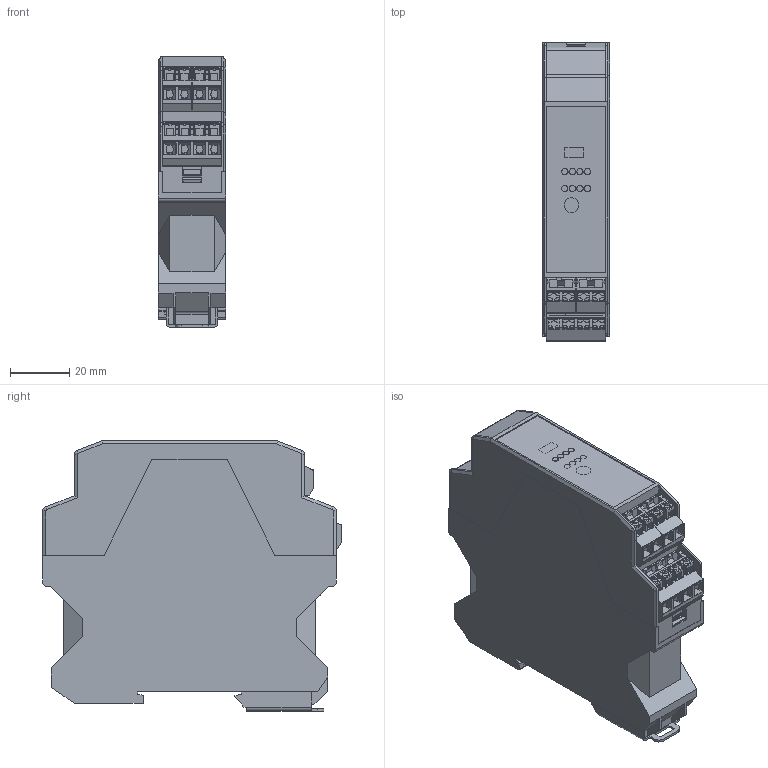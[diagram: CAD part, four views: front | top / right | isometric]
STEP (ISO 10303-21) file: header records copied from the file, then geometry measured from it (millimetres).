
FILE_DESCRIPTION(/* description */ ('Alibre Inc.'),/* implementation_level */ '2;1');
FILE_NAME(/* name */ 'export-CED0184D-7E89-4C28-95E6-36990E8A42AC',/* time_stamp */ '2019-03-14T09:56:10+01:00',/* author */ (''),/* organization */ (''),/* preprocessor_version */ 'ST-DEVELOPER v17',/* originating_system */ 'Alibre',/* authorisation */ '');
FILE_SCHEMA (('AUTOMOTIVE_DESIGN'));
Length unit declared in the file: millimetre
Bounding box: 22.6 x 100.65 x 91.1 mm (x, y, z)
Volume: 63524.4 mm3; surface area: 67629.3 mm2
Topology: 16 solids, 16 shells, 4857 faces, 13236 edges, 8587 vertices
Faces by surface type: plane 3899, cylinder 838, cone 56, sphere 32, torus 32
Full cylindrical faces by diameter (mm): 2.08 x4, 2.1 x8, 2.12 x4, 5 x1
Entity records: 99340 total; most frequent: CARTESIAN_POINT 18402, ORIENTED_EDGE 17872, DIRECTION 13517, EDGE_CURVE 8933, VECTOR 7502, LINE 7502, VERTEX_POINT 5822, AXIS2_PLACEMENT_3D 4246
